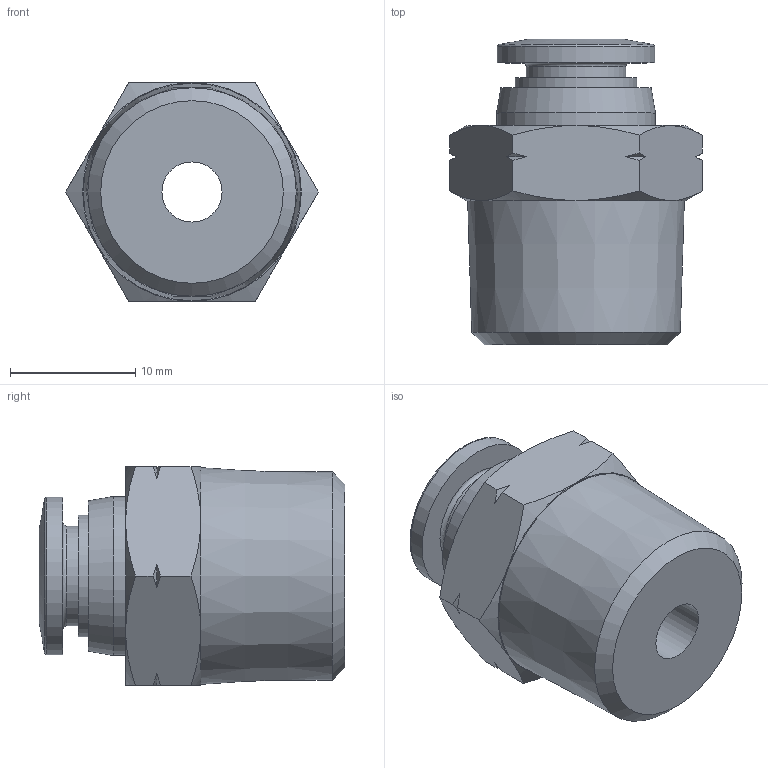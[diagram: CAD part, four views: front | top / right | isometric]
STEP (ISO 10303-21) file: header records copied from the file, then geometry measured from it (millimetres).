
FILE_DESCRIPTION((''),'2;1');
FILE_NAME('CDC Products 3D Ass''PC1-4--N03.stp','2010-05-03T13:32:08',('Microsoft'),(''),'Autodesk Inventor 2008','Autodesk Inventor 2008','');
FILE_SCHEMA(('AUTOMOTIVE_DESIGN { 1 0 10303 214 1 1 1 1 }'));
Length unit declared in the file: millimetre
Products named in the file (1): PC1-4--N03
Bounding box: 20.16 x 24.4 x 17.46 mm (x, y, z)
Volume: 4134.4 mm3; surface area: 2214 mm2
Topology: 1 solids, 1 shells, 51 faces, 112 edges, 68 vertices
Faces by surface type: cone 29, plane 13, cylinder 6, torus 2, bspline 1
Full cylindrical faces by diameter (mm): 4.8 x1, 6.55 x1, 7.95 x1, 9.7 x1, 12.6 x1, 12.7 x1
Entity records: 1336 total; most frequent: CARTESIAN_POINT 358, ORIENTED_EDGE 196, DIRECTION 190, EDGE_CURVE 98, AXIS2_PLACEMENT_3D 89, EDGE_LOOP 72, VERTEX_POINT 68, FACE_OUTER_BOUND 51
